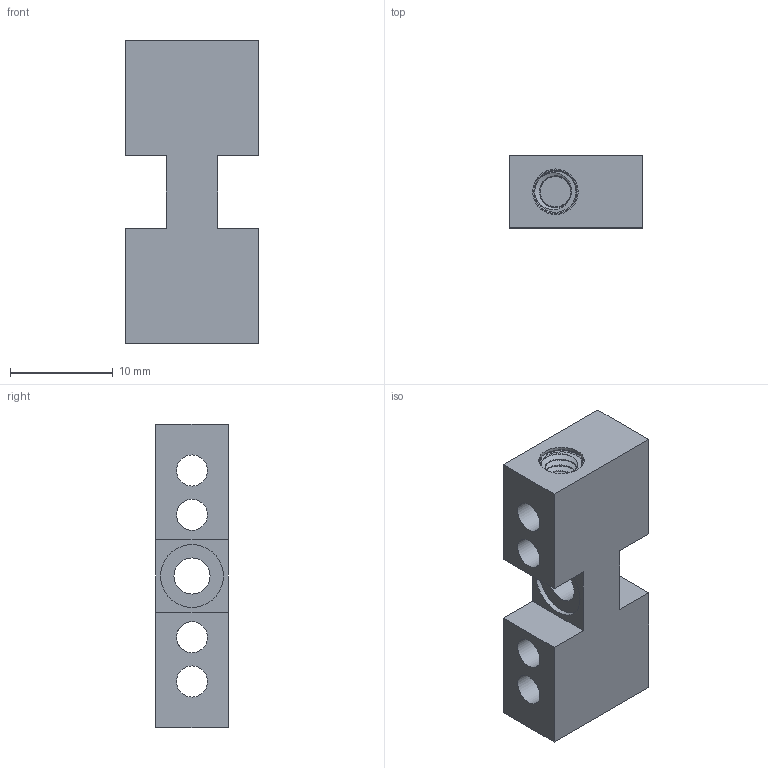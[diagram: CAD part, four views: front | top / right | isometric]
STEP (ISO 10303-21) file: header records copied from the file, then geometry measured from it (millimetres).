
FILE_DESCRIPTION(/* description */ (''),/* implementation_level */ '2;1');
FILE_NAME(/* name */ 'translationalstage_beam3_mk1.stp',/* time_stamp */ '2024-10-03T10:48:38+02:00',/* author */ ('Rik'),/* organization */ (''),/* preprocessor_version */ 'ST-DEVELOPER v19.2',/* originating_system */ 'Autodesk Inventor 2024',/* authorisation */ '');
FILE_SCHEMA (('AUTOMOTIVE_DESIGN { 1 0 10303 214 3 1 1 }'));
Length unit declared in the file: millimetre
Products named in the file (1): translationalstages_beam1_mk1
Bounding box: 13 x 7 x 29.5 mm (x, y, z)
Volume: 1727.1 mm3; surface area: 2000.5 mm2
Topology: 1 solids, 1 shells, 111 faces, 283 edges, 186 vertices
Faces by surface type: cylinder 48, bspline 31, plane 26, cone 6
Full cylindrical faces by diameter (mm): 3 x6, 3.02 x4, 3.097 x6, 3.5 x1, 4 x6, 4.42 x2, 6.1 x2
Entity records: 18041 total; most frequent: CARTESIAN_POINT 15529, ORIENTED_EDGE 566, DIRECTION 357, EDGE_CURVE 283, VERTEX_POINT 186, AXIS2_PLACEMENT_3D 141, EDGE_LOOP 137, B_SPLINE_CURVE_WITH_KNOTS 137
